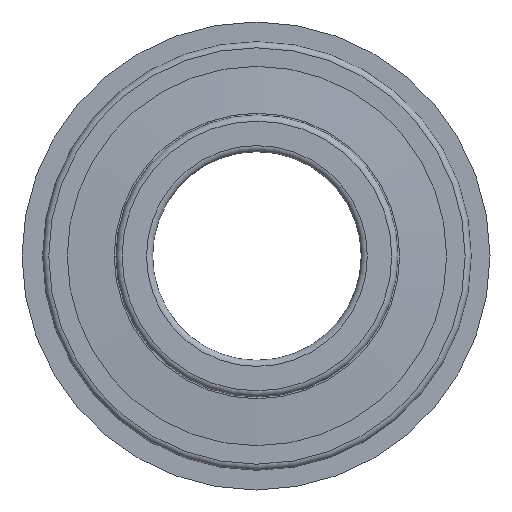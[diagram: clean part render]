
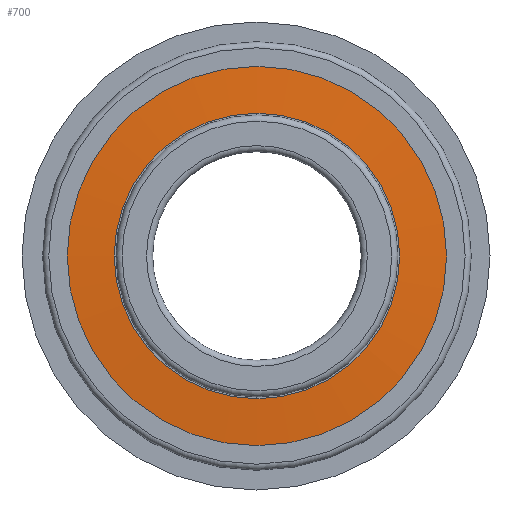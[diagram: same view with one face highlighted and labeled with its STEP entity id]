
A CAD part, left-side view. The second image highlights one B-rep face of the part: STEP entity #700.
In plain terms, the highlighted conical face has half-angle 86.103 degrees and reference radius 24.041 mm.
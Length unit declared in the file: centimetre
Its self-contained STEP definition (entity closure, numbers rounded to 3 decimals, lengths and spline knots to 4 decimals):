
#24=CONICAL_SURFACE('',#962,2.4041,1.503);
#199=CIRCLE('',#960,2.065);
#201=CIRCLE('',#963,2.7432);
#251=EDGE_CURVE('',#523,#523,#199,.T.);
#253=EDGE_CURVE('',#525,#525,#201,.T.);
#347=ORIENTED_EDGE('',*,*,#253,.F.);
#348=ORIENTED_EDGE('',*,*,#251,.T.);
#443=EDGE_LOOP('',(#347));
#444=EDGE_LOOP('',(#348));
#523=VERTEX_POINT('',#1489);
#525=VERTEX_POINT('',#1494);
#623=FACE_BOUND('',#443,.T.);
#624=FACE_BOUND('',#444,.T.);
#700=ADVANCED_FACE('',(#623,#624),#24,.T.);
#840=DIRECTION('',(1.,0.,0.));
#841=DIRECTION('',(0.,2.065,0.));
#844=DIRECTION('',(1.,0.,0.));
#845=DIRECTION('',(0.,2.404,0.));
#846=DIRECTION('',(1.,0.,0.));
#847=DIRECTION('',(0.,2.743,0.));
#960=AXIS2_PLACEMENT_3D('',#1488,#840,#841);
#962=AXIS2_PLACEMENT_3D('',#1492,#844,#845);
#963=AXIS2_PLACEMENT_3D('',#1493,#846,#847);
#1488=CARTESIAN_POINT('',(-1.1816,0.,0.));
#1489=CARTESIAN_POINT('',(-1.1816,2.065,0.));
#1492=CARTESIAN_POINT('',(-1.1585,0.,0.));
#1493=CARTESIAN_POINT('',(-1.1354,0.,0.));
#1494=CARTESIAN_POINT('',(-1.1354,2.7432,0.));
